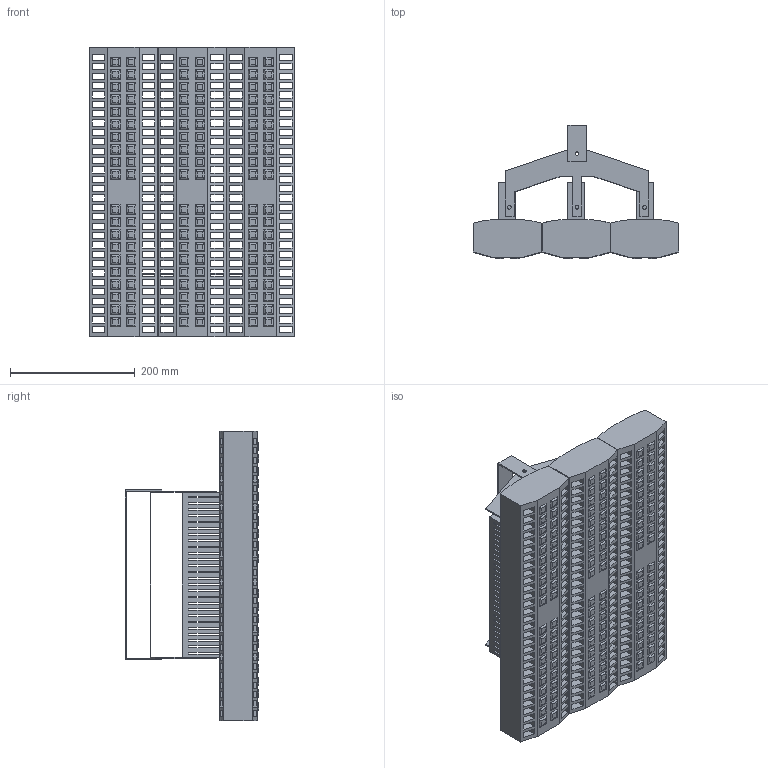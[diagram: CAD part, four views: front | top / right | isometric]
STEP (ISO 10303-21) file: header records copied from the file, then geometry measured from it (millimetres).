
FILE_DESCRIPTION (( 'STEP AP214' ), '1' );
FILE_NAME ('RUT 3 64.STEP', '2018-07-08T10:04:12', ( '' ), ( '' ), 'SwSTEP 2.0', 'SolidWorks 2013', '' );
FILE_SCHEMA (( 'AUTOMOTIVE_DESIGN' ));
Length unit declared in the file: millimetre
Products named in the file (4): ââåðõ2; ââåðõ; RUT 1 100; RUT 3 64
Assembly tree (6 placements, depth 2):
  RUT 3 64
    RUT 1 100  x3
    ââåðõ  x2
    ââåðõ2
Bounding box: 329 x 213 x 463 mm (x, y, z)
Volume: 7741750.4 mm3; surface area: 1373129 mm2
Topology: 6 solids, 6 shells, 1754 faces, 4850 edges, 3228 vertices
Faces by surface type: plane 1248, cylinder 506
Entity records: 21718 total; most frequent: CARTESIAN_POINT 3871, ORIENTED_EDGE 3336, DIRECTION 2882, EDGE_CURVE 1668, VECTOR 1360, LINE 1360, VERTEX_POINT 1110, EDGE_LOOP 828
